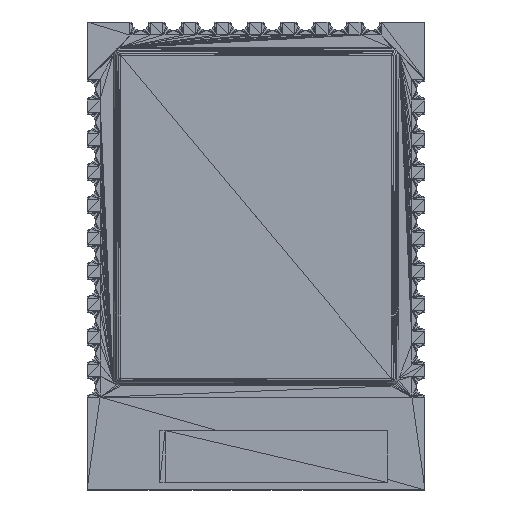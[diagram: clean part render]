
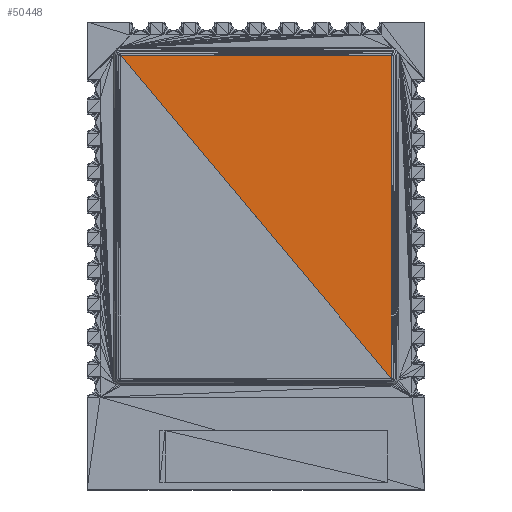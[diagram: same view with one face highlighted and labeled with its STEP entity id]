
A CAD part, top view. The second image highlights one B-rep face of the part: STEP entity #50448.
In plain terms, the highlighted planar face has unit normal (0, 0, 1).
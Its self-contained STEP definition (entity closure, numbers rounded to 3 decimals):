
#50423 = VERTEX_POINT('',#50424);
#50424 = CARTESIAN_POINT('',(5.2,-4.7,3.));
#50430 = EDGE_CURVE('',#50423,#50431,#50433,.T.);
#50431 = VERTEX_POINT('',#50432);
#50432 = CARTESIAN_POINT('',(-5.2,7.7,3.));
#50433 = LINE('',#50434,#50435);
#50434 = CARTESIAN_POINT('',(5.2,-4.7,3.));
#50435 = VECTOR('',#50436,1.);
#50436 = DIRECTION('',(-0.643,0.766,0.));
#50448 = ADVANCED_FACE('',(#50449),#50466,.T.);
#50449 = FACE_BOUND('',#50450,.T.);
#50450 = EDGE_LOOP('',(#50451,#50452,#50460));
#50451 = ORIENTED_EDGE('',*,*,#50430,.F.);
#50452 = ORIENTED_EDGE('',*,*,#50453,.T.);
#50453 = EDGE_CURVE('',#50423,#50454,#50456,.T.);
#50454 = VERTEX_POINT('',#50455);
#50455 = CARTESIAN_POINT('',(5.2,7.7,3.));
#50456 = LINE('',#50457,#50458);
#50457 = CARTESIAN_POINT('',(5.2,-4.7,3.));
#50458 = VECTOR('',#50459,1.);
#50459 = DIRECTION('',(0.,1.,0.));
#50460 = ORIENTED_EDGE('',*,*,#50461,.T.);
#50461 = EDGE_CURVE('',#50454,#50431,#50462,.T.);
#50462 = LINE('',#50463,#50464);
#50463 = CARTESIAN_POINT('',(5.2,7.7,3.));
#50464 = VECTOR('',#50465,1.);
#50465 = DIRECTION('',(-1.,0.,0.));
#50466 = PLANE('',#50467);
#50467 = AXIS2_PLACEMENT_3D('',#50468,#50469,#50470);
#50468 = CARTESIAN_POINT('',(-5.2,7.7,3.));
#50469 = DIRECTION('',(0.,0.,1.));
#50470 = DIRECTION('',(0.766,0.643,0.));
